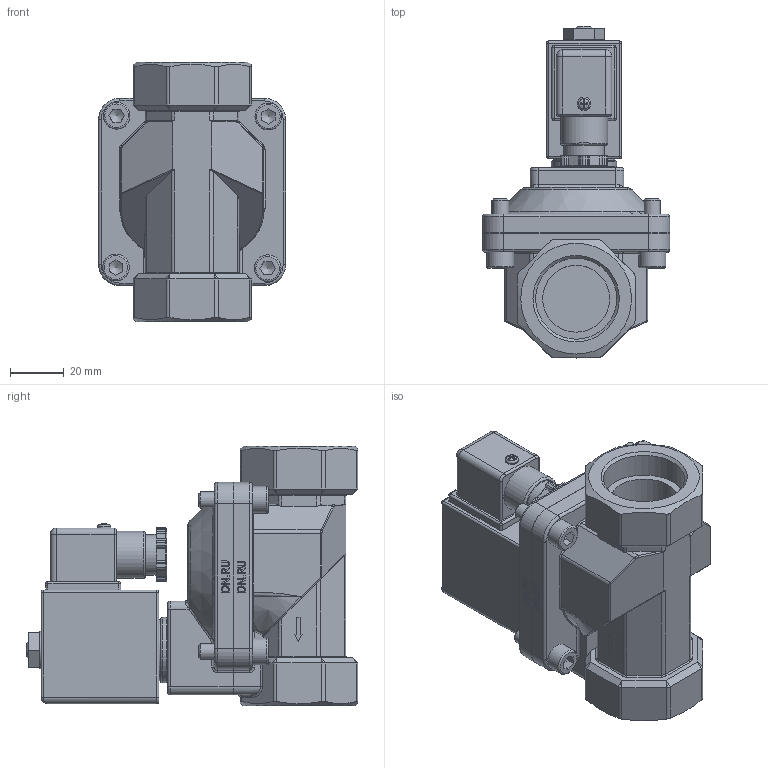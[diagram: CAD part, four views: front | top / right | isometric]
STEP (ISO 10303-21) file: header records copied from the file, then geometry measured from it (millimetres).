
FILE_DESCRIPTION(/* description */ (''),/* implementation_level */ '2;1');
FILE_NAME(/* name */ 'DN25_3D_STEP.stp',/* time_stamp */ '2025-07-22T23:29:31+03:00',/* author */ ('igorr'),/* organization */ (''),/* preprocessor_version */ 'ST-DEVELOPER v20',/* originating_system */ 'Autodesk Inventor 2025',/* authorisation */ '');
FILE_SCHEMA (('AUTOMOTIVE_DESIGN { 1 0 10303 214 3 1 1 }'));
Length unit declared in the file: millimetre
Products named in the file (7): Сборка1; Деталь1; Деталь1_1; AS 1237 - 8; AS 1474 - M8; AS 1427 - M2,5 x 4; AS 1420 - 1973 - M6 x 20
Assembly tree (9 placements, depth 2):
  Сборка1
    Деталь1
    Деталь1_1
    AS 1237 - 8
    AS 1474 - M8
    AS 1427 - M2,5 x 4
    AS 1420 - 1973 - M6 x 20  x4
Bounding box: 70.1 x 124 x 97 mm (x, y, z)
Volume: 287273.2 mm3; surface area: 57531.6 mm2
Topology: 9 solids, 9 shells, 750 faces, 1832 edges, 1131 vertices
Faces by surface type: plane 307, cylinder 220, bspline 97, torus 73, cone 40, sphere 13
Full cylindrical faces by diameter (mm): 2.224 x1, 2.4 x1, 2.5 x1, 4.8 x4, 6 x12, 6.4 x1, 6.647 x1, 8.4 x1, 10 x4, 12 x1, 14 x1, 15.2 x1, 17.6 x1, 22.855 x2, 24.455 x1, 25 x2, 30.291 x2, 44.027 x1
Entity records: 22897 total; most frequent: CARTESIAN_POINT 5808, ORIENTED_EDGE 3412, DIRECTION 3300, EDGE_CURVE 1706, AXIS2_PLACEMENT_3D 1204, VERTEX_POINT 1059, LINE 892, VECTOR 892
